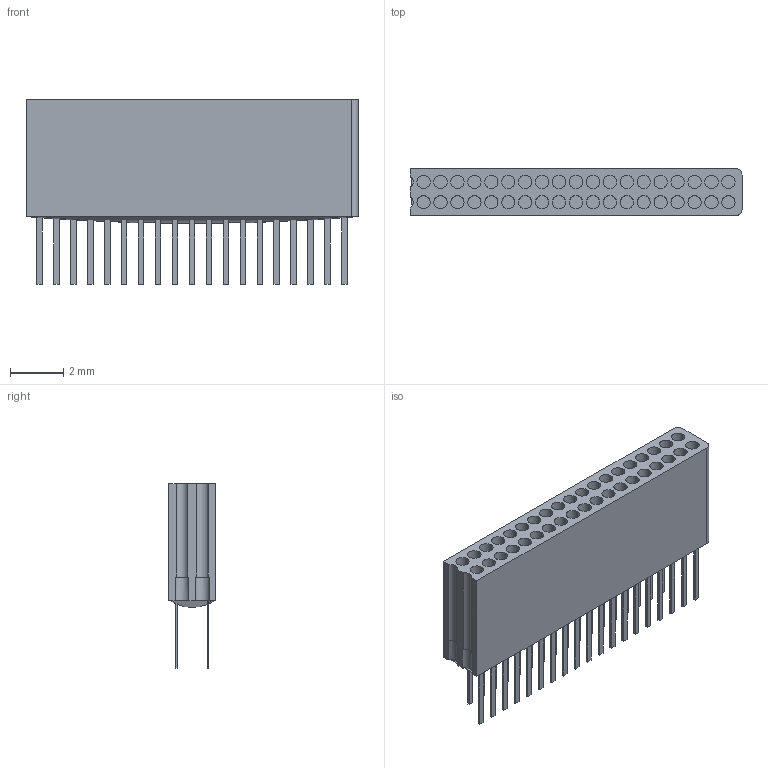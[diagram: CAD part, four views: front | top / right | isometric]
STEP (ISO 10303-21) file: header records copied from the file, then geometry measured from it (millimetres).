
FILE_DESCRIPTION (( 'STEP AP214' ), '1' );
FILE_NAME ('A79046-001.STEP', '2015-11-06T13:21:25', ( '' ), ( '' ), 'SwSTEP 2.0', 'SolidWorks 2015', '' );
FILE_SCHEMA (( 'AUTOMOTIVE_DESIGN' ));
Length unit declared in the file: inch
Products named in the file (1): A79046-001
Bounding box: 12.45 x 1.79 x 6.93 mm (x, y, z)
Volume: 66 mm3; surface area: 490.9 mm2
Topology: 1 solids, 1 shells, 591 faces, 1423 edges, 943 vertices
Faces by surface type: plane 377, cylinder 162, bspline 52
Entity records: 19859 total; most frequent: CARTESIAN_POINT 6076, ORIENTED_EDGE 2838, DIRECTION 2731, EDGE_CURVE 1419, VERTEX_POINT 943, AXIS2_PLACEMENT_3D 928, LINE 875, VECTOR 875
